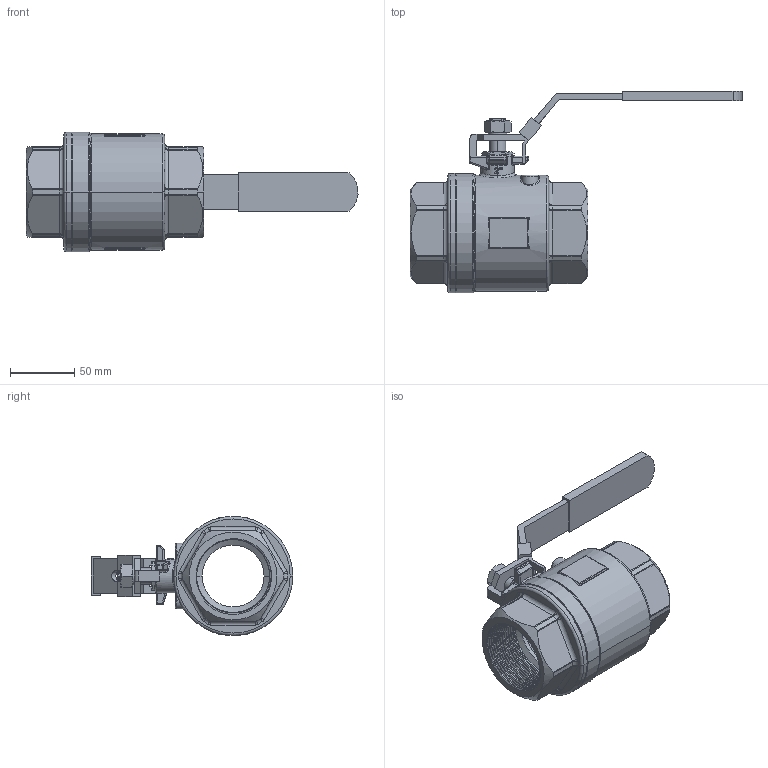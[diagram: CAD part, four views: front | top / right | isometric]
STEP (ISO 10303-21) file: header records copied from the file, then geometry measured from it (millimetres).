
FILE_DESCRIPTION((''),'2;1');
FILE_NAME('2006HL-050_ASM','2014-12-26T',('Administrator'),(''),'PRO/ENGINEER BY PARAMETRIC TECHNOLOGY CORPORATION, 2011080','PRO/ENGINEER BY PARAMETRIC TECHNOLOGY CORPORATION, 2011080','');
FILE_SCHEMA(('CONFIG_CONTROL_DESIGN'));
Products named in the file (8): 2006HL050-M01-01; 2006HL050-M02-01; 2006HL-STEM-050; 2006HL-HANDLE-050; 2006HL-STEMNUT-050; DIANPIAN050; LUOMU050; 2006HL-050_ASM
Assembly tree (7 placements, depth 2):
  2006HL-050_ASM
    2006HL050-M01-01
    2006HL050-M02-01
    2006HL-STEM-050
    2006HL-HANDLE-050
    2006HL-STEMNUT-050
    DIANPIAN050
    LUOMU050
Bounding box: 257.44 x 156.25 x 92.5 mm (x, y, z)
Volume: 342438.3 mm3; surface area: 122032.3 mm2
Topology: 7 solids, 7 shells, 778 faces, 1920 edges, 1166 vertices
Faces by surface type: cylinder 292, plane 163, bspline 158, torus 60, cone 54, sphere 34, extrusion 17
Entity records: 44636 total; most frequent: CARTESIAN_POINT 27704, ORIENTED_EDGE 3828, DIRECTION 2988, EDGE_CURVE 1914, VERTEX_POINT 1166, AXIS2_PLACEMENT_3D 1149, EDGE_LOOP 808, FACE_OUTER_BOUND 778
